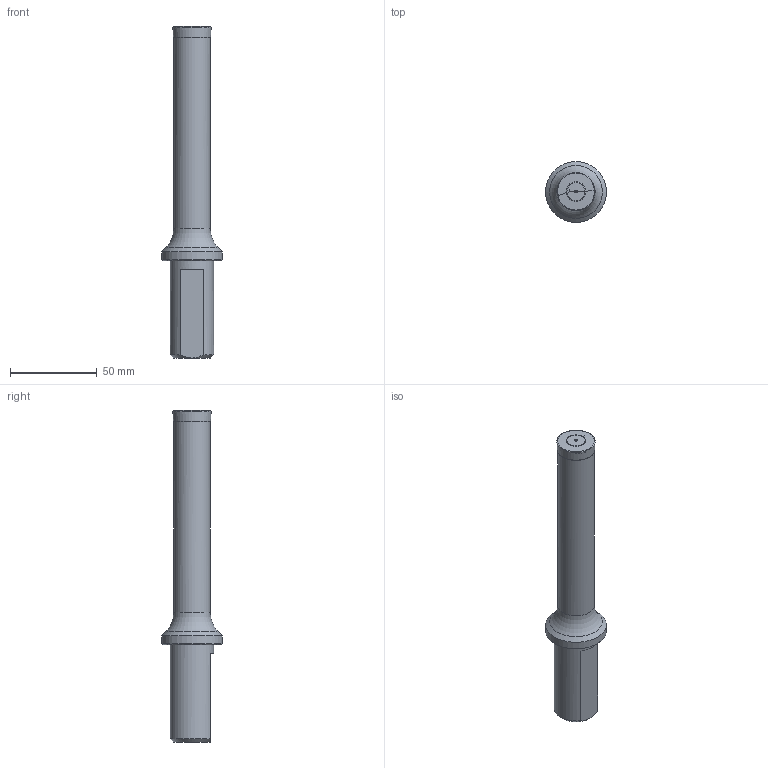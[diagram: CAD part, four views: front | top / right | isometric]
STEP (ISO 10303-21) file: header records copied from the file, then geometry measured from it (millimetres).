
FILE_DESCRIPTION(/* description */ (''),/* implementation_level */ '2;1');
FILE_NAME(/* name */ '805D_22_110_S25_115018052ndi000_00_SIM.stp',/* time_stamp */ '2020-09-01T13:02:02+02:00',/* author */ (''),/* organization */ (''),/* preprocessor_version */ 'ST-DEVELOPER v16.7',/* originating_system */ 'SIEMENS PLM Software NX 12.0',/* authorisation */ '');
FILE_SCHEMA (('AUTOMOTIVE_DESIGN { 1 0 10303 214 3 1 1 1 }'));
Length unit declared in the file: millimetre
Products named in the file (1): wq70087069A5yt74
Bounding box: 35 x 35 x 191 mm (x, y, z)
Volume: 78634.5 mm3; surface area: 18717.5 mm2
Topology: 2 solids, 2 shells, 30 faces, 64 edges, 39 vertices
Faces by surface type: plane 10, cone 8, revolution 6, cylinder 5, torus 1
Full cylindrical faces by diameter (mm): 3 x2, 21 x1, 25 x1, 35 x1
Entity records: 757 total; most frequent: CARTESIAN_POINT 175, DIRECTION 118, ORIENTED_EDGE 74, AXIS2_PLACEMENT_3D 52, EDGE_LOOP 50, FACE_BOUND 43, EDGE_CURVE 37, VERTEX_POINT 33
